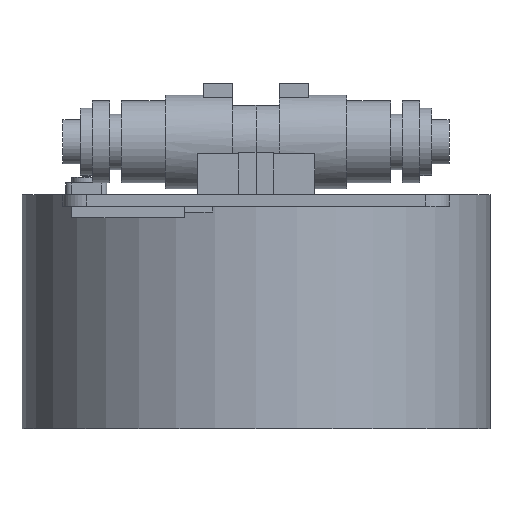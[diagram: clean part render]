
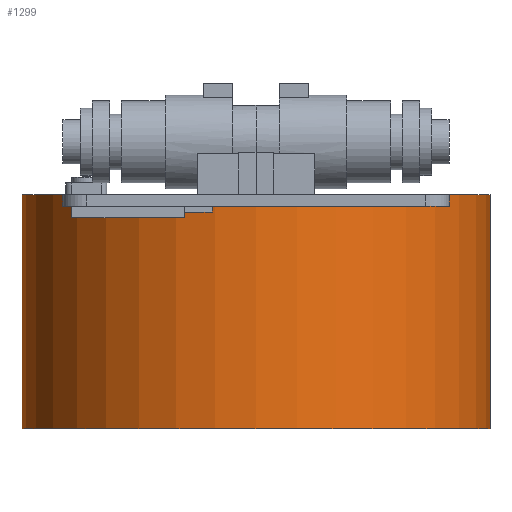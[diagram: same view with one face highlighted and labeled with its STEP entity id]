
A CAD part, left-side view. The second image highlights one B-rep face of the part: STEP entity #1299.
In plain terms, the highlighted cylindrical face has radius 40 mm (diameter 80 mm), a full revolution.
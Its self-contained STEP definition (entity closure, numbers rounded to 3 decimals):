
#147=FACE_OUTER_BOUND('',#230,.T.);
#230=EDGE_LOOP('',(#1001,#1002,#1003,#1004));
#339=LINE('',#2179,#452);
#452=VECTOR('',#1797,40.);
#531=CIRCLE('',#1534,40.);
#532=CIRCLE('',#1535,40.);
#615=VERTEX_POINT('',#2176);
#616=VERTEX_POINT('',#2178);
#753=EDGE_CURVE('',#615,#615,#531,.T.);
#754=EDGE_CURVE('',#615,#616,#339,.T.);
#755=EDGE_CURVE('',#616,#616,#532,.T.);
#1001=ORIENTED_EDGE('',*,*,#753,.F.);
#1002=ORIENTED_EDGE('',*,*,#754,.T.);
#1003=ORIENTED_EDGE('',*,*,#755,.F.);
#1004=ORIENTED_EDGE('',*,*,#754,.F.);
#1178=CYLINDRICAL_SURFACE('',#1533,40.);
#1299=ADVANCED_FACE('',(#147),#1178,.T.);
#1533=AXIS2_PLACEMENT_3D('',#2175,#1793,#1794);
#1534=AXIS2_PLACEMENT_3D('',#2177,#1795,#1796);
#1535=AXIS2_PLACEMENT_3D('',#2180,#1798,#1799);
#1793=DIRECTION('center_axis',(0.,0.,-1.));
#1794=DIRECTION('ref_axis',(1.,0.,0.));
#1795=DIRECTION('center_axis',(0.,0.,-1.));
#1796=DIRECTION('ref_axis',(1.,0.,0.));
#1797=DIRECTION('',(0.,0.,1.));
#1798=DIRECTION('center_axis',(0.,0.,1.));
#1799=DIRECTION('ref_axis',(1.,0.,0.));
#2175=CARTESIAN_POINT('Origin',(0.,0.,2.));
#2176=CARTESIAN_POINT('',(-40.,0.,-38.));
#2177=CARTESIAN_POINT('Origin',(0.,0.,-38.));
#2178=CARTESIAN_POINT('',(-40.,0.,2.));
#2179=CARTESIAN_POINT('',(-40.,0.,2.));
#2180=CARTESIAN_POINT('Origin',(0.,0.,2.));
